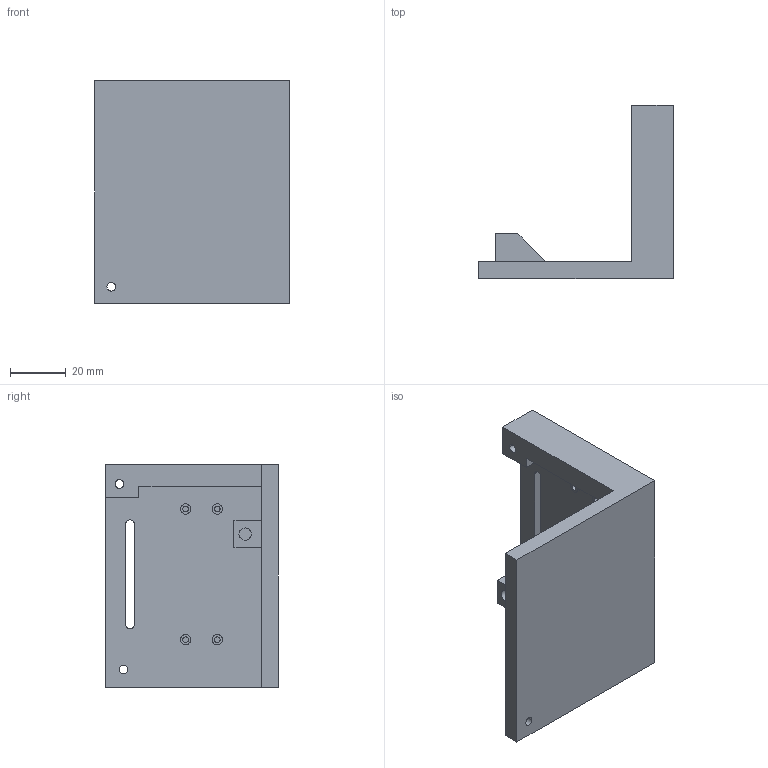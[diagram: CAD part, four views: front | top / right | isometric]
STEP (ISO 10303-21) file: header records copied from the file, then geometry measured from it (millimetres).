
FILE_DESCRIPTION (( 'STEP AP214' ), '1' );
FILE_NAME ('Motor_Mount_Side_Bottom.STEP', '2025-08-12T19:13:54', ( '' ), ( '' ), 'SwSTEP 2.0', 'SolidWorks 2024', '' );
FILE_SCHEMA (( 'AUTOMOTIVE_DESIGN' ));
Length unit declared in the file: millimetre
Products named in the file (1): Motor_Mount_Side_Bottom
Bounding box: 70 x 62.2 x 80.2 mm (x, y, z)
Volume: 65399.8 mm3; surface area: 24915.7 mm2
Topology: 1 solids, 1 shells, 56 faces, 132 edges, 88 vertices
Faces by surface type: plane 30, cylinder 26
Entity records: 1667 total; most frequent: DIRECTION 298, CARTESIAN_POINT 277, ORIENTED_EDGE 264, EDGE_CURVE 132, AXIS2_PLACEMENT_3D 109, VERTEX_POINT 88, LINE 80, VECTOR 80
